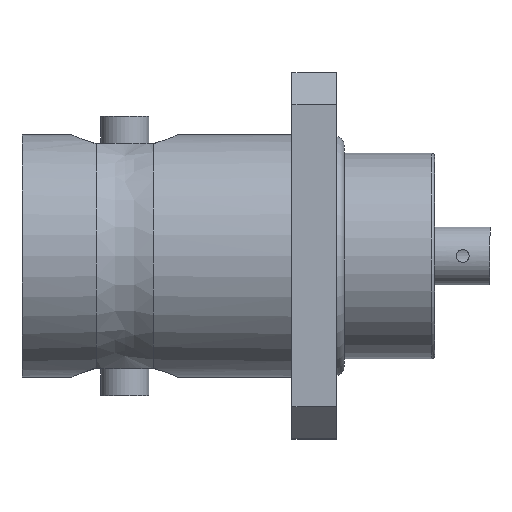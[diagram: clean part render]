
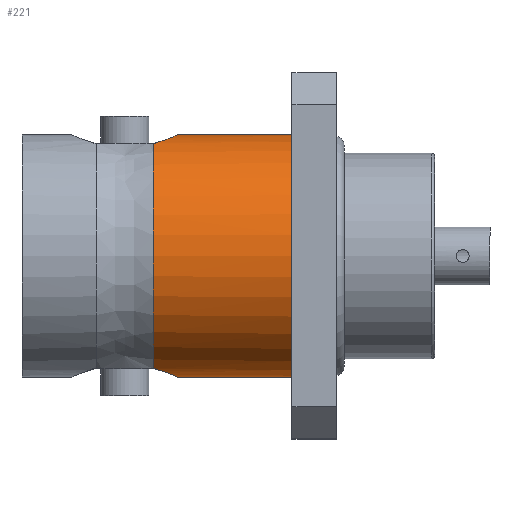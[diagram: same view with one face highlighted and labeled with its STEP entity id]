
A CAD part, top view. The second image highlights one B-rep face of the part: STEP entity #221.
In plain terms, the highlighted cylindrical face has radius 4.801 mm (diameter 9.601 mm), a partial arc.
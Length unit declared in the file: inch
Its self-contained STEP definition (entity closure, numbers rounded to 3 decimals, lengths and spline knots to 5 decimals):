
#6 = AXIS2_PLACEMENT_3D ( 'NONE', #1545, #574, #2066 ) ;
#41 = CARTESIAN_POINT ( 'NONE',  ( -0.4843, 0.189, 0. ) ) ;
#48 = CARTESIAN_POINT ( 'NONE',  ( -0.3083, 0.189, 0. ) ) ;
#144 = B_SPLINE_CURVE_WITH_KNOTS ( 'NONE', 3,
 ( #881, #1348, #3083, #2864, #862, #2797, #2816, #1329, #575, #1561 ),
 .UNSPECIFIED., .F., .F.,
 ( 4, 2, 2, 2, 4 ),
 ( 0., 0.125, 0.25001, 0.37501, 0.50002 ),
 .UNSPECIFIED. ) ;
#186 = DIRECTION ( 'NONE',  ( 1., 0., 0. ) ) ;
#207 = CARTESIAN_POINT ( 'NONE',  ( -0.50115, 0.18204, 0.05233 ) ) ;
#221 = ADVANCED_FACE ( 'NONE', ( #2572 ), #1823, .T. ) ;
#230 = VERTEX_POINT ( 'NONE', #2815 ) ;
#242 = CARTESIAN_POINT ( 'NONE',  ( -0.48791, 0.18733, 0.02801 ) ) ;
#243 = LINE ( 'NONE', #275, #511 ) ;
#275 = CARTESIAN_POINT ( 'NONE',  ( 1.38043, -0.1755, 0.07015 ) ) ;
#300 = VECTOR ( 'NONE', #2037, 39.37008 ) ;
#322 = EDGE_CURVE ( 'NONE', #864, #2744, #1230, .T. ) ;
#329 = DIRECTION ( 'NONE',  ( 0., -1., 0. ) ) ;
#455 = EDGE_CURVE ( 'NONE', #1326, #812, #2158, .T. ) ;
#504 = CARTESIAN_POINT ( 'NONE',  ( -0.51068, 0.17851, 0.06263 ) ) ;
#511 = VECTOR ( 'NONE', #1959, 39.37008 ) ;
#533 = CARTESIAN_POINT ( 'NONE',  ( 1.38043, -0.189, 0. ) ) ;
#574 = DIRECTION ( 'NONE',  ( 1., 0., 0. ) ) ;
#575 = CARTESIAN_POINT ( 'NONE',  ( -0.4843, -0.189, 0.00703 ) ) ;
#584 = VERTEX_POINT ( 'NONE', #48 ) ;
#690 = DIRECTION ( 'NONE',  ( -1., 0., 0. ) ) ;
#805 = EDGE_CURVE ( 'NONE', #584, #2504, #1289, .T. ) ;
#812 = VERTEX_POINT ( 'NONE', #1193 ) ;
#842 = DIRECTION ( 'NONE',  ( 1., 0., 0. ) ) ;
#862 = CARTESIAN_POINT ( 'NONE',  ( -0.49787, -0.18335, 0.04631 ) ) ;
#864 = VERTEX_POINT ( 'NONE', #1734 ) ;
#881 = CARTESIAN_POINT ( 'NONE',  ( -0.52209, -0.1755, 0.07015 ) ) ;
#974 = EDGE_CURVE ( 'NONE', #230, #2504, #1237, .T. ) ;
#1002 = ORIENTED_EDGE ( 'NONE', *, *, #974, .T. ) ;
#1028 = AXIS2_PLACEMENT_3D ( 'NONE', #1160, #186, #1684 ) ;
#1044 = CARTESIAN_POINT ( 'NONE',  ( 1.38043, 0.189, 0. ) ) ;
#1050 = DIRECTION ( 'NONE',  ( 1., 0., 0. ) ) ;
#1088 = EDGE_LOOP ( 'NONE', ( #1217, #2255, #1516, #2870, #2986, #1216, #1002, #2827 ) ) ;
#1159 = VECTOR ( 'NONE', #690, 39.37008 ) ;
#1160 = CARTESIAN_POINT ( 'NONE',  ( -0.3083, 0., 0. ) ) ;
#1193 = CARTESIAN_POINT ( 'NONE',  ( -0.52209, 0.1755, 0.07015 ) ) ;
#1216 = ORIENTED_EDGE ( 'NONE', *, *, #1414, .T. ) ;
#1217 = ORIENTED_EDGE ( 'NONE', *, *, #2445, .F. ) ;
#1230 = CIRCLE ( 'NONE', #2063, 0.189 ) ;
#1237 = LINE ( 'NONE', #533, #300 ) ;
#1289 = CIRCLE ( 'NONE', #1028, 0.189 ) ;
#1326 = VERTEX_POINT ( 'NONE', #41 ) ;
#1329 = CARTESIAN_POINT ( 'NONE',  ( -0.48517, -0.18861, 0.014 ) ) ;
#1348 = CARTESIAN_POINT ( 'NONE',  ( -0.51638, -0.177, 0.06639 ) ) ;
#1414 = EDGE_CURVE ( 'NONE', #2720, #230, #144, .T. ) ;
#1438 = LINE ( 'NONE', #2916, #1159 ) ;
#1516 = ORIENTED_EDGE ( 'NONE', *, *, #1819, .T. ) ;
#1545 = CARTESIAN_POINT ( 'NONE',  ( 1.38043, 0., 0. ) ) ;
#1561 = CARTESIAN_POINT ( 'NONE',  ( -0.4843, -0.189, 0. ) ) ;
#1684 = DIRECTION ( 'NONE',  ( 0., -1., 0. ) ) ;
#1685 = CARTESIAN_POINT ( 'NONE',  ( -0.52391, -0.1755, 0.07015 ) ) ;
#1701 = CARTESIAN_POINT ( 'NONE',  ( -0.4843, 0.189, 0.01405 ) ) ;
#1716 = CARTESIAN_POINT ( 'NONE',  ( -0.52209, -0.1755, 0.07015 ) ) ;
#1734 = CARTESIAN_POINT ( 'NONE',  ( -0.52391, 0.1755, 0.07015 ) ) ;
#1819 = EDGE_CURVE ( 'NONE', #812, #864, #1438, .T. ) ;
#1823 = CYLINDRICAL_SURFACE ( 'NONE', #6, 0.189 ) ;
#1959 = DIRECTION ( 'NONE',  ( 1., 0., 0. ) ) ;
#2037 = DIRECTION ( 'NONE',  ( 1., 0., 0. ) ) ;
#2043 = CARTESIAN_POINT ( 'NONE',  ( -0.3083, -0.189, 0. ) ) ;
#2063 = AXIS2_PLACEMENT_3D ( 'NONE', #2294, #1050, #329 ) ;
#2066 = DIRECTION ( 'NONE',  ( 0., -1., 0. ) ) ;
#2158 = B_SPLINE_CURVE_WITH_KNOTS ( 'NONE', 3,
 ( #2467, #1701, #242, #207, #504, #3162 ),
 .UNSPECIFIED., .F., .F.,
 ( 4, 2, 4 ),
 ( 0.50002, 0.75001, 1. ),
 .UNSPECIFIED. ) ;
#2255 = ORIENTED_EDGE ( 'NONE', *, *, #455, .T. ) ;
#2294 = CARTESIAN_POINT ( 'NONE',  ( -0.52391, 0., 0. ) ) ;
#2304 = EDGE_CURVE ( 'NONE', #2744, #2720, #243, .T. ) ;
#2306 = LINE ( 'NONE', #1044, #3202 ) ;
#2445 = EDGE_CURVE ( 'NONE', #1326, #584, #2306, .T. ) ;
#2467 = CARTESIAN_POINT ( 'NONE',  ( -0.4843, 0.189, 0. ) ) ;
#2504 = VERTEX_POINT ( 'NONE', #2043 ) ;
#2572 = FACE_OUTER_BOUND ( 'NONE', #1088, .T. ) ;
#2720 = VERTEX_POINT ( 'NONE', #1716 ) ;
#2744 = VERTEX_POINT ( 'NONE', #1685 ) ;
#2797 = CARTESIAN_POINT ( 'NONE',  ( -0.49119, -0.18602, 0.03403 ) ) ;
#2815 = CARTESIAN_POINT ( 'NONE',  ( -0.4843, -0.189, 0. ) ) ;
#2816 = CARTESIAN_POINT ( 'NONE',  ( -0.48867, -0.18709, 0.02766 ) ) ;
#2827 = ORIENTED_EDGE ( 'NONE', *, *, #805, .F. ) ;
#2864 = CARTESIAN_POINT ( 'NONE',  ( -0.50183, -0.18184, 0.05182 ) ) ;
#2870 = ORIENTED_EDGE ( 'NONE', *, *, #322, .T. ) ;
#2916 = CARTESIAN_POINT ( 'NONE',  ( 1.38043, 0.1755, 0.07015 ) ) ;
#2986 = ORIENTED_EDGE ( 'NONE', *, *, #2304, .T. ) ;
#3083 = CARTESIAN_POINT ( 'NONE',  ( -0.51118, -0.17863, 0.06197 ) ) ;
#3162 = CARTESIAN_POINT ( 'NONE',  ( -0.52209, 0.1755, 0.07015 ) ) ;
#3202 = VECTOR ( 'NONE', #842, 39.37008 ) ;
